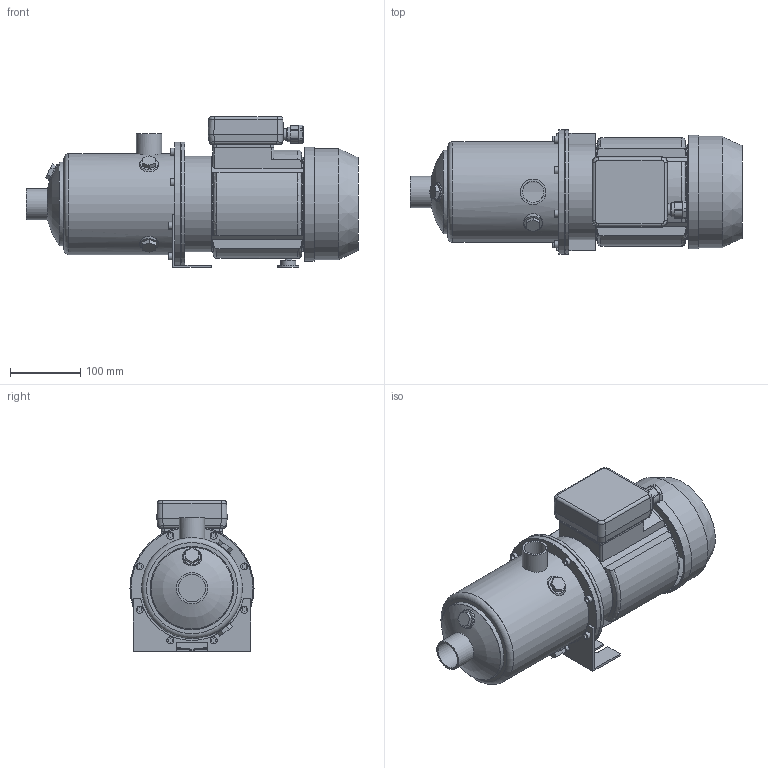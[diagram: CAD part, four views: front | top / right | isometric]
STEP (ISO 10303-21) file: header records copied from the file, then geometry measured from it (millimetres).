
FILE_DESCRIPTION(/* description */ ('-'),/* implementation_level */ '2;1');
FILE_NAME(/* name */ 'EH 5 [6] T',/* time_stamp */ '2017-03-20T08:19:07+01:00',/* author */ ('Simonelli M.'),/* organization */ ('Franklin Electric'),/* preprocessor_version */ 'ST-DEVELOPER v16.7',/* originating_system */ 'DEX',/* authorisation */ $);
FILE_SCHEMA (('AUTOMOTIVE_DESIGN {1 0 10303 214 3 1 1}'));
Length unit declared in the file: millimetre
Products named in the file (10): EH 5 [6] T; Flangia motore Tonda M80; Corpo 3-5 [6]; Motore MEC 80 - T; carcassa MEC 80; Copriventola MEC 80; Ghiera PG13,5 cod. SAV.GHI.20; Basetta MEC 80-90-100 T; Piedino MEC 80 int.90; Staffa 3-5-9 int.90
Assembly tree (9 placements, depth 3):
  EH 5 [6] T
    Flangia motore Tonda M80
    Corpo 3-5 [6]
    Motore MEC 80 - T
      carcassa MEC 80
      Copriventola MEC 80
      Ghiera PG13,5 cod. SAV.GHI.20
      Basetta MEC 80-90-100 T
    Piedino MEC 80 int.90
    Staffa 3-5-9 int.90
Bounding box: 472.1 x 176.5 x 214.5 mm (x, y, z)
Volume: 2344030.3 mm3; surface area: 604768.1 mm2
Topology: 8 solids, 8 shells, 329 faces, 783 edges, 519 vertices
Faces by surface type: plane 188, cylinder 100, cone 22, torus 9, bspline 8, sphere 2
Full cylindrical faces by diameter (mm): 7 x4, 10 x9, 13 x1, 17 x1, 19.73 x1, 20.4 x1, 21 x1, 30 x1, 30.291 x1, 36 x1, 38.952 x1, 44.5 x1, 116.1 x1, 118.5 x1, 125 x1, 130 x3, 134 x1, 136 x1, 141.1 x1, 143.5 x1, 153 x1, 157 x1, 158 x1, 162 x1, 173.5 x1, 174.1 x1, 176.5 x2
Entity records: 14201 total; most frequent: CARTESIAN_POINT 5335, DIRECTION 1537, ORIENTED_EDGE 1376, EDGE_CURVE 688, AXIS2_PLACEMENT_3D 568, VERTEX_POINT 486, EDGE_LOOP 450, FACE_BOUND 450
